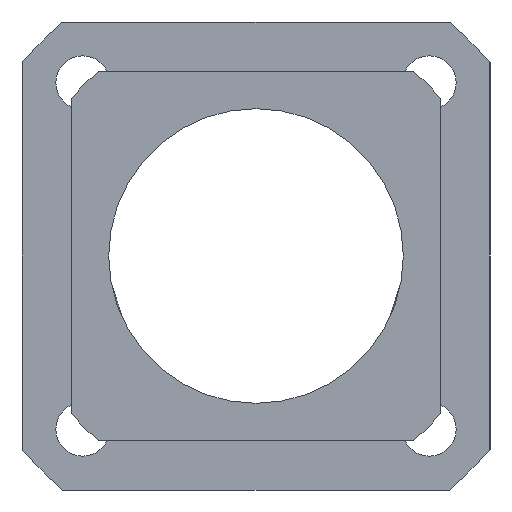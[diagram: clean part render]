
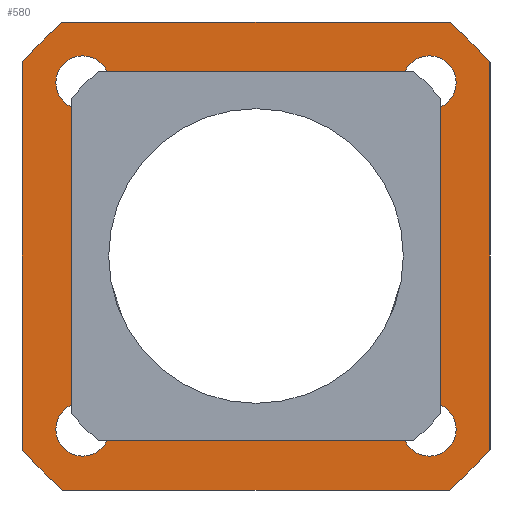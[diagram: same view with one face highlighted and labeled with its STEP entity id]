
A CAD part, left-side view. The second image highlights one B-rep face of the part: STEP entity #580.
In plain terms, the highlighted planar face has unit normal (-1, 0, 0).
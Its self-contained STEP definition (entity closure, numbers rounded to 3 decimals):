
#39=LINE($,#1202,#71);
#43=LINE($,#1211,#75);
#47=LINE($,#1220,#79);
#51=LINE($,#1229,#83);
#71=VECTOR($,#753,44.542);
#75=VECTOR($,#759,44.542);
#79=VECTOR($,#765,44.542);
#83=VECTOR($,#771,44.542);
#97=PLANE($,#646);
#149=FACE_BOUND($,#242,.T.);
#150=FACE_BOUND($,#243,.T.);
#151=FACE_BOUND($,#244,.T.);
#152=FACE_BOUND($,#245,.T.);
#153=FACE_BOUND($,#246,.T.);
#154=FACE_BOUND($,#247,.T.);
#242=EDGE_LOOP($,(#531));
#243=EDGE_LOOP($,(#532));
#244=EDGE_LOOP($,(#533));
#245=EDGE_LOOP($,(#534));
#246=EDGE_LOOP($,(#535,#536,#537,#538,#539,#540,#541,#542));
#247=EDGE_LOOP($,(#543));
#262=CIRCLE($,#614,3.1);
#264=CIRCLE($,#617,3.1);
#266=CIRCLE($,#620,3.1);
#268=CIRCLE($,#623,3.1);
#274=CIRCLE($,#636,35.);
#275=CIRCLE($,#638,35.);
#276=CIRCLE($,#640,35.);
#277=CIRCLE($,#642,21.);
#279=CIRCLE($,#647,35.);
#310=VERTEX_POINT($,#1175);
#312=VERTEX_POINT($,#1180);
#314=VERTEX_POINT($,#1185);
#316=VERTEX_POINT($,#1190);
#320=VERTEX_POINT($,#1199);
#321=VERTEX_POINT($,#1201);
#324=VERTEX_POINT($,#1208);
#325=VERTEX_POINT($,#1210);
#328=VERTEX_POINT($,#1217);
#329=VERTEX_POINT($,#1219);
#332=VERTEX_POINT($,#1226);
#333=VERTEX_POINT($,#1228);
#334=VERTEX_POINT($,#1243);
#372=EDGE_CURVE($,#310,#310,#262,.T.);
#374=EDGE_CURVE($,#312,#312,#264,.T.);
#376=EDGE_CURVE($,#314,#314,#266,.T.);
#378=EDGE_CURVE($,#316,#316,#268,.T.);
#382=EDGE_CURVE($,#321,#320,#39,.T.);
#386=EDGE_CURVE($,#325,#324,#43,.T.);
#390=EDGE_CURVE($,#329,#328,#47,.T.);
#394=EDGE_CURVE($,#333,#332,#51,.T.);
#400=EDGE_CURVE($,#321,#332,#274,.T.);
#401=EDGE_CURVE($,#325,#328,#275,.T.);
#402=EDGE_CURVE($,#333,#324,#276,.T.);
#403=EDGE_CURVE($,#334,#334,#277,.T.);
#405=EDGE_CURVE($,#329,#320,#279,.T.);
#531=ORIENTED_EDGE($,*,*,#372,.T.);
#532=ORIENTED_EDGE($,*,*,#374,.T.);
#533=ORIENTED_EDGE($,*,*,#376,.T.);
#534=ORIENTED_EDGE($,*,*,#378,.T.);
#535=ORIENTED_EDGE($,*,*,#382,.T.);
#536=ORIENTED_EDGE($,*,*,#405,.F.);
#537=ORIENTED_EDGE($,*,*,#390,.T.);
#538=ORIENTED_EDGE($,*,*,#401,.F.);
#539=ORIENTED_EDGE($,*,*,#386,.T.);
#540=ORIENTED_EDGE($,*,*,#402,.F.);
#541=ORIENTED_EDGE($,*,*,#394,.T.);
#542=ORIENTED_EDGE($,*,*,#400,.F.);
#543=ORIENTED_EDGE($,*,*,#403,.T.);
#580=ADVANCED_FACE($,(#149,#150,#151,#152,#153,#154),#97,.T.);
#614=AXIS2_PLACEMENT_3D($,#1176,#725,#726);
#617=AXIS2_PLACEMENT_3D($,#1181,#731,#732);
#620=AXIS2_PLACEMENT_3D($,#1186,#737,#738);
#623=AXIS2_PLACEMENT_3D($,#1191,#743,#744);
#636=AXIS2_PLACEMENT_3D($,#1237,#785,#786);
#638=AXIS2_PLACEMENT_3D($,#1239,#789,#790);
#640=AXIS2_PLACEMENT_3D($,#1241,#793,#794);
#642=AXIS2_PLACEMENT_3D($,#1244,#797,#798);
#646=AXIS2_PLACEMENT_3D($,#1248,#805,#806);
#647=AXIS2_PLACEMENT_3D($,#1249,#807,#808);
#725=DIRECTION('center_axis',(1.,0.,0.));
#726=DIRECTION('ref_axis',(0.,0.,1.));
#731=DIRECTION('center_axis',(1.,0.,0.));
#732=DIRECTION('ref_axis',(0.,0.,1.));
#737=DIRECTION('center_axis',(1.,0.,0.));
#738=DIRECTION('ref_axis',(0.,0.,1.));
#743=DIRECTION('center_axis',(1.,0.,0.));
#744=DIRECTION('ref_axis',(0.,0.,1.));
#753=DIRECTION($,(0.,0.,1.));
#759=DIRECTION($,(0.,0.,-1.));
#765=DIRECTION($,(0.,1.,0.));
#771=DIRECTION($,(0.,-1.,0.));
#785=DIRECTION('center_axis',(1.,0.,0.));
#786=DIRECTION('ref_axis',(0.,1.,0.));
#789=DIRECTION('center_axis',(1.,0.,0.));
#790=DIRECTION('ref_axis',(0.,1.,0.));
#793=DIRECTION('center_axis',(1.,0.,0.));
#794=DIRECTION('ref_axis',(0.,1.,0.));
#797=DIRECTION('center_axis',(1.,0.,0.));
#798=DIRECTION('ref_axis',(0.,1.,0.));
#805=DIRECTION('center_axis',(-1.,0.,0.));
#806=DIRECTION('ref_axis',(0.,0.,1.));
#807=DIRECTION('center_axis',(1.,0.,0.));
#808=DIRECTION('ref_axis',(0.,1.,0.));
#1175=CARTESIAN_POINT('',(-9.,-20.,-16.9));
#1176=CARTESIAN_POINT('Origin',(-9.,-20.,-20.));
#1180=CARTESIAN_POINT('',(-9.,-20.,23.1));
#1181=CARTESIAN_POINT('Origin',(-9.,-20.,20.));
#1185=CARTESIAN_POINT('',(-9.,20.,23.1));
#1186=CARTESIAN_POINT('Origin',(-9.,20.,20.));
#1190=CARTESIAN_POINT('',(-9.,20.,-16.9));
#1191=CARTESIAN_POINT('Origin',(-9.,20.,-20.));
#1199=CARTESIAN_POINT('',(-9.,-27.,22.271));
#1201=CARTESIAN_POINT('',(-9.,-27.,-22.271));
#1202=CARTESIAN_POINT($,(-9.,-27.,11.136));
#1208=CARTESIAN_POINT('',(-9.,27.,-22.271));
#1210=CARTESIAN_POINT('',(-9.,27.,22.271));
#1211=CARTESIAN_POINT($,(-9.,27.,-11.136));
#1217=CARTESIAN_POINT('',(-9.,22.271,27.));
#1219=CARTESIAN_POINT('',(-9.,-22.271,27.));
#1220=CARTESIAN_POINT($,(-9.,19.886,27.));
#1226=CARTESIAN_POINT('',(-9.,-22.271,-27.));
#1228=CARTESIAN_POINT('',(-9.,22.271,-27.));
#1229=CARTESIAN_POINT($,(-9.,-2.386,-27.));
#1237=CARTESIAN_POINT('Origin',(-9.,0.,0.));
#1239=CARTESIAN_POINT('Origin',(-9.,0.,0.));
#1241=CARTESIAN_POINT('Origin',(-9.,0.,0.));
#1243=CARTESIAN_POINT('',(-9.,21.,0.));
#1244=CARTESIAN_POINT('Origin',(-9.,0.,0.));
#1248=CARTESIAN_POINT('Origin',(-9.,17.5,0.));
#1249=CARTESIAN_POINT('Origin',(-9.,0.,0.));
